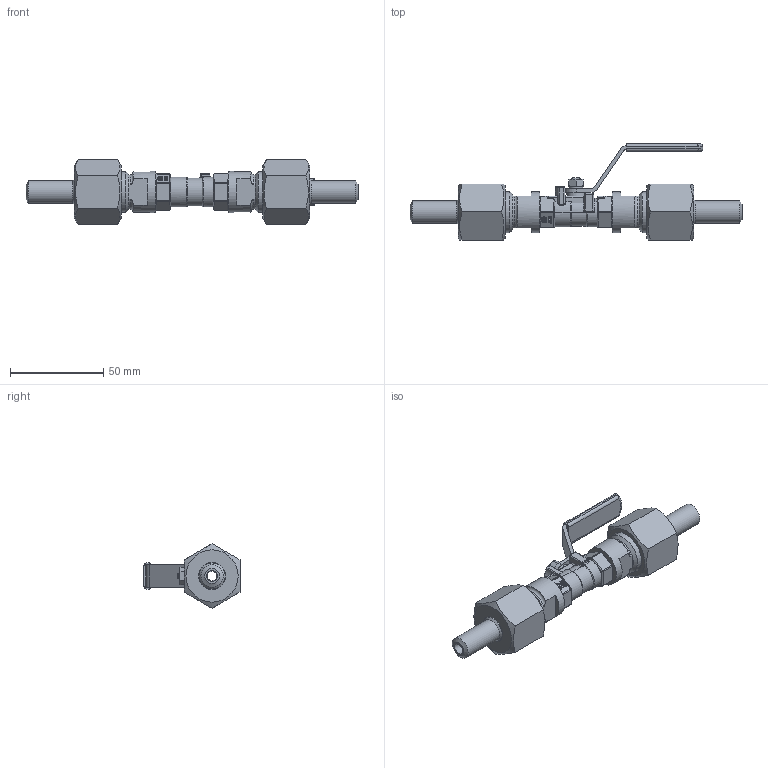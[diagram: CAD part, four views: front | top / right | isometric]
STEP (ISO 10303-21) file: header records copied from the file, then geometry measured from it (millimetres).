
FILE_DESCRIPTION(('STEP AP242'), '1');
FILE_NAME('ÔÁ39.370.006.700 - Êðàí øòóöåðíûé DN6 PN63', '', ('UNSPECIFIED'), ('UNSPECIFIED'), 'ASCON STEP Converter 1.6', 'ASCON Math Kernel', '');
FILE_SCHEMA(('AP242_MANAGED_MODEL_BASED_3D_ENGINEERING_MIM_LF { 1 0 10303 442 1 1 4 }'));
Length unit declared in the file: millimetre
Products named in the file (1): 埡39.370.006.700
Bounding box: 178 x 51.5 x 34.64 mm (x, y, z)
Volume: 63819.8 mm3; surface area: 25052.6 mm2
Topology: 2 solids, 3 shells, 668 faces, 1675 edges, 1028 vertices
Faces by surface type: plane 306, cylinder 145, bspline 141, sphere 36, cone 26, torus 14
Full cylindrical faces by diameter (mm): 6 x5, 8 x2, 10 x4, 12 x2, 13.157 x1, 14 x2, 14.5 x2, 19.8 x1, 20 x1, 20.376 x1, 20.5 x1, 22 x4, 22.5 x1
Entity records: 30737 total; most frequent: CARTESIAN_POINT 10679, ORIENTED_EDGE 3164, DIRECTION 2597, EDGE_CURVE 1582, VERTEX_POINT 1028, LINE 881, VECTOR 881, AXIS2_PLACEMENT_3D 858
